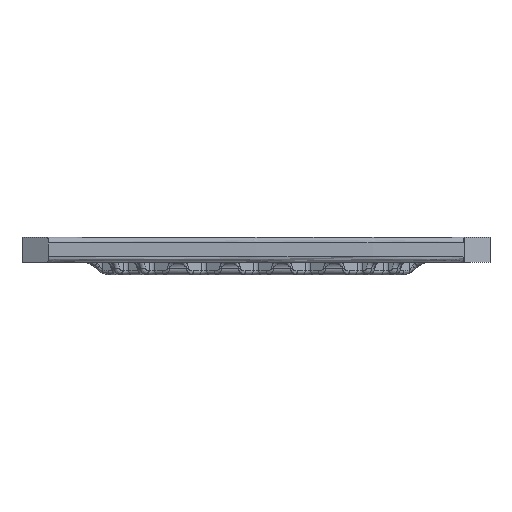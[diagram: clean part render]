
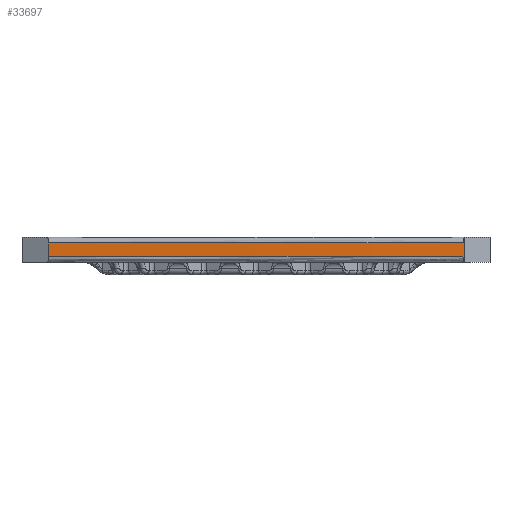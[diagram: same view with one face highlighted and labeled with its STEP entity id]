
A CAD part, left-side view. The second image highlights one B-rep face of the part: STEP entity #33697.
In plain terms, the highlighted free-form (B-spline) face has degree [5, 1] with [25, 2] control points.
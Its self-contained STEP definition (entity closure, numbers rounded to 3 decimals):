
#147=(
BOUNDED_SURFACE()
B_SPLINE_SURFACE(5,1,((#63654,#63655),(#63656,#63657),(#63658,#63659),(#63660,
#63661),(#63662,#63663),(#63664,#63665),(#63666,#63667),(#63668,#63669),
(#63670,#63671),(#63672,#63673),(#63674,#63675),(#63676,#63677),(#63678,
#63679),(#63680,#63681),(#63682,#63683),(#63684,#63685),(#63686,#63687),
(#63688,#63689),(#63690,#63691),(#63692,#63693),(#63694,#63695),(#63696,
#63697),(#63698,#63699),(#63700,#63701),(#63702,#63703)),.UNSPECIFIED.,
 .F.,.F.,.F.)
B_SPLINE_SURFACE_WITH_KNOTS((6,1,1,1,1,1,1,1,1,1,1,1,1,1,1,1,1,1,1,1,6),
(2,2),(-1.,-0.95,-0.9,-0.85,-0.8,-0.75,-0.7,-0.65,-0.6,-0.55,-0.5,-0.45,
-0.4,-0.35,-0.3,-0.25,-0.2,-0.15,-0.1,-0.05,-0.048),(0.,1.3),
 .UNSPECIFIED.)
GEOMETRIC_REPRESENTATION_ITEM()
RATIONAL_B_SPLINE_SURFACE(((1.,1.),(1.,1.),(1.,1.),(1.,1.),(1.,1.),(1.,
1.),(1.,1.),(1.,1.),(1.,1.),(1.,1.),(1.,1.),(1.,1.),(1.,1.),(1.,1.),(1.,
1.),(1.,1.),(1.,1.),(1.,1.),(1.,1.),(1.,1.),(1.,1.),(1.,1.),(1.,1.),(1.,
1.),(1.,1.)))
REPRESENTATION_ITEM('')
SURFACE()
);
#952=B_SPLINE_CURVE_WITH_KNOTS('',3,(#63647,#63648,#63649,#63650,#63651,
#63652,#63653),.UNSPECIFIED.,.F.,.F.,(4,1,1,1,4),(0.,9.245,
15.421,18.508,21.585),.UNSPECIFIED.);
#953=B_SPLINE_CURVE_WITH_KNOTS('',3,(#63705,#63706,#63707,#63708,#63709,
#63710),.UNSPECIFIED.,.F.,.F.,(4,2,4),(-1.,-0.65,-0.3),.UNSPECIFIED.);
#954=B_SPLINE_CURVE_WITH_KNOTS('',3,(#63712,#63713,#63714,#63715,#63716,
#63717,#63718,#63719),.UNSPECIFIED.,.F.,.F.,(4,1,1,1,1,4),(0.,
3.077,4.621,9.253,15.428,21.585),
 .UNSPECIFIED.);
#955=B_SPLINE_CURVE_WITH_KNOTS('',3,(#63720,#63721,#63722,#63723,#63724,
#63725),.UNSPECIFIED.,.F.,.F.,(4,2,4),(-1.,-0.65,-0.3),.UNSPECIFIED.);
#3355=FACE_OUTER_BOUND('',#5538,.T.);
#5538=EDGE_LOOP('',(#29325,#29326,#29327,#29328));
#15743=VERTEX_POINT('',#63544);
#15744=VERTEX_POINT('',#63597);
#15745=VERTEX_POINT('',#63704);
#15746=VERTEX_POINT('',#63711);
#20447=EDGE_CURVE('',#15744,#15743,#952,.T.);
#20448=EDGE_CURVE('',#15745,#15744,#953,.T.);
#20449=EDGE_CURVE('',#15746,#15745,#954,.T.);
#20450=EDGE_CURVE('',#15743,#15746,#955,.T.);
#29325=ORIENTED_EDGE('',*,*,#20447,.F.);
#29326=ORIENTED_EDGE('',*,*,#20448,.F.);
#29327=ORIENTED_EDGE('',*,*,#20449,.F.);
#29328=ORIENTED_EDGE('',*,*,#20450,.F.);
#33697=ADVANCED_FACE('',(#3355),#147,.T.);
#63544=CARTESIAN_POINT('',(-76.203,160.5,10.));
#63597=CARTESIAN_POINT('',(-70.329,376.5,10.));
#63647=CARTESIAN_POINT('Ctrl Pts',(-70.329,376.5,10.));
#63648=CARTESIAN_POINT('Ctrl Pts',(-72.312,345.719,10.));
#63649=CARTESIAN_POINT('Ctrl Pts',(-74.921,294.341,10.));
#63650=CARTESIAN_POINT('Ctrl Pts',(-76.689,232.605,10.));
#63651=CARTESIAN_POINT('Ctrl Pts',(-76.949,191.399,10.));
#63652=CARTESIAN_POINT('Ctrl Pts',(-76.592,170.79,10.));
#63653=CARTESIAN_POINT('Ctrl Pts',(-76.203,160.5,10.));
#63654=CARTESIAN_POINT('Ctrl Pts',(-50.,535.,0.));
#63655=CARTESIAN_POINT('Ctrl Pts',(-50.,535.,13.));
#63656=CARTESIAN_POINT('Ctrl Pts',(-50.721,533.526,0.));
#63657=CARTESIAN_POINT('Ctrl Pts',(-50.721,533.526,13.));
#63658=CARTESIAN_POINT('Ctrl Pts',(-52.149,530.043,0.));
#63659=CARTESIAN_POINT('Ctrl Pts',(-52.149,530.043,13.));
#63660=CARTESIAN_POINT('Ctrl Pts',(-54.246,523.216,0.));
#63661=CARTESIAN_POINT('Ctrl Pts',(-54.246,523.216,13.));
#63662=CARTESIAN_POINT('Ctrl Pts',(-56.955,510.895,0.));
#63663=CARTESIAN_POINT('Ctrl Pts',(-56.955,510.895,13.));
#63664=CARTESIAN_POINT('Ctrl Pts',(-60.189,490.177,0.));
#63665=CARTESIAN_POINT('Ctrl Pts',(-60.189,490.177,13.));
#63666=CARTESIAN_POINT('Ctrl Pts',(-63.256,464.428,0.));
#63667=CARTESIAN_POINT('Ctrl Pts',(-63.256,464.428,13.));
#63668=CARTESIAN_POINT('Ctrl Pts',(-66.131,434.319,0.));
#63669=CARTESIAN_POINT('Ctrl Pts',(-66.131,434.319,13.));
#63670=CARTESIAN_POINT('Ctrl Pts',(-68.778,400.784,0.));
#63671=CARTESIAN_POINT('Ctrl Pts',(-68.778,400.784,13.));
#63672=CARTESIAN_POINT('Ctrl Pts',(-71.153,364.915,0.));
#63673=CARTESIAN_POINT('Ctrl Pts',(-71.153,364.915,13.));
#63674=CARTESIAN_POINT('Ctrl Pts',(-73.207,327.852,0.));
#63675=CARTESIAN_POINT('Ctrl Pts',(-73.207,327.852,13.));
#63676=CARTESIAN_POINT('Ctrl Pts',(-74.882,290.686,0.));
#63677=CARTESIAN_POINT('Ctrl Pts',(-74.882,290.686,13.));
#63678=CARTESIAN_POINT('Ctrl Pts',(-76.118,254.358,0.));
#63679=CARTESIAN_POINT('Ctrl Pts',(-76.118,254.358,13.));
#63680=CARTESIAN_POINT('Ctrl Pts',(-76.859,219.542,0.));
#63681=CARTESIAN_POINT('Ctrl Pts',(-76.859,219.542,13.));
#63682=CARTESIAN_POINT('Ctrl Pts',(-76.998,186.664,0.));
#63683=CARTESIAN_POINT('Ctrl Pts',(-76.998,186.664,13.));
#63684=CARTESIAN_POINT('Ctrl Pts',(-76.336,155.942,0.));
#63685=CARTESIAN_POINT('Ctrl Pts',(-76.336,155.942,13.));
#63686=CARTESIAN_POINT('Ctrl Pts',(-74.493,127.397,0.));
#63687=CARTESIAN_POINT('Ctrl Pts',(-74.493,127.397,13.));
#63688=CARTESIAN_POINT('Ctrl Pts',(-70.928,100.901,0.));
#63689=CARTESIAN_POINT('Ctrl Pts',(-70.928,100.901,13.));
#63690=CARTESIAN_POINT('Ctrl Pts',(-64.702,76.142,0.));
#63691=CARTESIAN_POINT('Ctrl Pts',(-64.702,76.142,13.));
#63692=CARTESIAN_POINT('Ctrl Pts',(-54.896,52.789,0.));
#63693=CARTESIAN_POINT('Ctrl Pts',(-54.896,52.789,13.));
#63694=CARTESIAN_POINT('Ctrl Pts',(-43.763,34.915,0.));
#63695=CARTESIAN_POINT('Ctrl Pts',(-43.763,34.915,13.));
#63696=CARTESIAN_POINT('Ctrl Pts',(-33.462,21.983,0.));
#63697=CARTESIAN_POINT('Ctrl Pts',(-33.462,21.983,13.));
#63698=CARTESIAN_POINT('Ctrl Pts',(-25.681,13.532,0.));
#63699=CARTESIAN_POINT('Ctrl Pts',(-25.681,13.532,13.));
#63700=CARTESIAN_POINT('Ctrl Pts',(-21.489,9.284,0.));
#63701=CARTESIAN_POINT('Ctrl Pts',(-21.489,9.284,13.));
#63702=CARTESIAN_POINT('Ctrl Pts',(-21.329,9.122,0.));
#63703=CARTESIAN_POINT('Ctrl Pts',(-21.329,9.122,13.));
#63704=CARTESIAN_POINT('',(-70.329,376.5,3.));
#63705=CARTESIAN_POINT('Ctrl Pts',(-70.329,376.5,3.));
#63706=CARTESIAN_POINT('Ctrl Pts',(-70.329,376.5,4.167));
#63707=CARTESIAN_POINT('Ctrl Pts',(-70.329,376.5,5.333));
#63708=CARTESIAN_POINT('Ctrl Pts',(-70.329,376.5,7.667));
#63709=CARTESIAN_POINT('Ctrl Pts',(-70.329,376.5,8.833));
#63710=CARTESIAN_POINT('Ctrl Pts',(-70.329,376.5,10.));
#63711=CARTESIAN_POINT('',(-76.203,160.5,3.));
#63712=CARTESIAN_POINT('Ctrl Pts',(-76.203,160.5,3.));
#63713=CARTESIAN_POINT('Ctrl Pts',(-76.592,170.79,3.));
#63714=CARTESIAN_POINT('Ctrl Pts',(-76.86,186.237,3.));
#63715=CARTESIAN_POINT('Ctrl Pts',(-76.845,217.142,3.));
#63716=CARTESIAN_POINT('Ctrl Pts',(-76.064,258.36,3.));
#63717=CARTESIAN_POINT('Ctrl Pts',(-73.911,314.921,3.));
#63718=CARTESIAN_POINT('Ctrl Pts',(-71.649,356.001,3.));
#63719=CARTESIAN_POINT('Ctrl Pts',(-70.329,376.5,3.));
#63720=CARTESIAN_POINT('Ctrl Pts',(-76.203,160.5,10.));
#63721=CARTESIAN_POINT('Ctrl Pts',(-76.203,160.5,8.833));
#63722=CARTESIAN_POINT('Ctrl Pts',(-76.203,160.5,7.667));
#63723=CARTESIAN_POINT('Ctrl Pts',(-76.203,160.5,5.333));
#63724=CARTESIAN_POINT('Ctrl Pts',(-76.203,160.5,4.167));
#63725=CARTESIAN_POINT('Ctrl Pts',(-76.203,160.5,3.));
